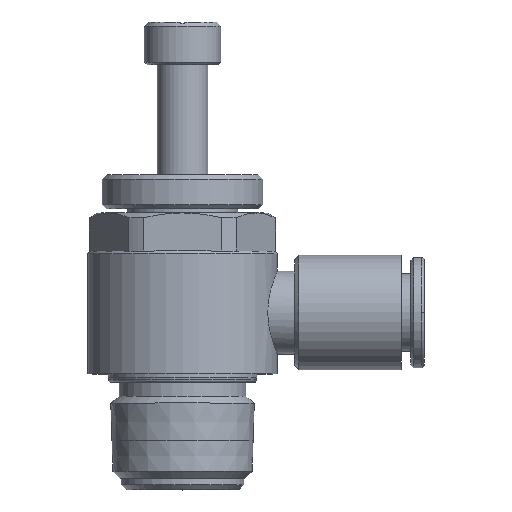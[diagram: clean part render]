
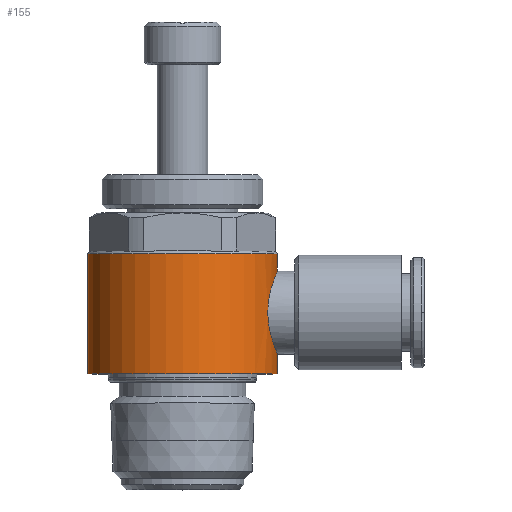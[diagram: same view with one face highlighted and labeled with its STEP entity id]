
A CAD part, top view. The second image highlights one B-rep face of the part: STEP entity #155.
In plain terms, the highlighted cylindrical face has radius 11.2 mm (diameter 22.4 mm), a partial arc.
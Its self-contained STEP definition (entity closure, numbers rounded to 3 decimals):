
#155=ADVANCED_FACE('',(#391),#392,.T.);
#391=FACE_OUTER_BOUND('',#631,.T.);
#392=CYLINDRICAL_SURFACE('',#632,11.2);
#631=EDGE_LOOP('',(#1447,#1448,#1449,#1450,#1451,#1452));
#632=AXIS2_PLACEMENT_3D('',#1453,#1454,#1455);
#1447=ORIENTED_EDGE('',*,*,#1491,.T.);
#1448=ORIENTED_EDGE('',*,*,#1579,.T.);
#1449=ORIENTED_EDGE('',*,*,#1494,.T.);
#1450=ORIENTED_EDGE('',*,*,#1729,.F.);
#1451=ORIENTED_EDGE('',*,*,#1493,.T.);
#1452=ORIENTED_EDGE('',*,*,#1730,.T.);
#1453=CARTESIAN_POINT('',(0.0,7.1,0.0));
#1454=DIRECTION('',(-0.0,1.0,0.0));
#1455=DIRECTION('',(1.0,0.0,0.0));
#1491=EDGE_CURVE('',#1752,#1753,#1754,.T.);
#1493=EDGE_CURVE('',#1735,#1755,#1757,.T.);
#1494=EDGE_CURVE('',#1758,#1732,#1759,.T.);
#1579=EDGE_CURVE('',#1753,#1758,#1914,.T.);
#1729=EDGE_CURVE('',#1735,#1732,#2132,.T.);
#1730=EDGE_CURVE('',#1755,#1752,#2133,.T.);
#1732=VERTEX_POINT('',#2135);
#1735=VERTEX_POINT('',#2139);
#1752=VERTEX_POINT('',#2157);
#1753=VERTEX_POINT('',#2158);
#1754=LINE('',#2159,#2160);
#1755=VERTEX_POINT('',#2161);
#1757=LINE('',#2163,#2164);
#1758=VERTEX_POINT('',#2165);
#1759=LINE('',#2166,#2167);
#1914=B_SPLINE_CURVE_WITH_KNOTS('',3,(#2421,#2422,#2423,#2424,#2425,#2426,#2427,#2428,#2429,#2430,#2431,#2432,#2433,#2434,#2435,#2436,#2437,#2438,#2439,#2440,#2441,#2442,#2443,#2444,#2445,#2446,#2447,#2448,#2449,#2450,#2451,#2452,#2453,#2454),.UNSPECIFIED.,.F.,.F.,(4,2,2,2,2,2,2,2,2,2,2,2,2,2,2,2,4),(7.495,8.431,9.367,10.303,11.239,12.177,13.114,14.052,14.989,15.927,16.865,17.802,18.74,19.676,20.612,21.548,22.484),.UNSPECIFIED.);
#2132=CIRCLE('',#2941,11.2);
#2133=CIRCLE('',#2942,11.2);
#2135=CARTESIAN_POINT('',(11.2,14.2,0.0));
#2139=CARTESIAN_POINT('',(-11.2,14.2,0.));
#2157=CARTESIAN_POINT('',(11.2,0.0,0.0));
#2158=CARTESIAN_POINT('',(11.2,2.35,0.));
#2159=CARTESIAN_POINT('',(11.2,7.1,0.));
#2160=VECTOR('',#2970,1.0);
#2161=CARTESIAN_POINT('',(-11.2,0.0,0.));
#2163=CARTESIAN_POINT('',(-11.2,7.1,0.));
#2164=VECTOR('',#2974,1.0);
#2165=CARTESIAN_POINT('',(11.2,12.15,0.));
#2166=CARTESIAN_POINT('',(11.2,7.1,0.));
#2167=VECTOR('',#2975,1.0);
#2421=CARTESIAN_POINT('',(11.2,2.35,0.));
#2422=CARTESIAN_POINT('',(11.2,2.35,0.312));
#2423=CARTESIAN_POINT('',(11.187,2.38,0.633));
#2424=CARTESIAN_POINT('',(11.132,2.506,1.27));
#2425=CARTESIAN_POINT('',(11.091,2.602,1.586));
#2426=CARTESIAN_POINT('',(10.988,2.854,2.188));
#2427=CARTESIAN_POINT('',(10.926,3.009,2.476));
#2428=CARTESIAN_POINT('',(10.792,3.368,3.007));
#2429=CARTESIAN_POINT('',(10.721,3.57,3.25));
#2430=CARTESIAN_POINT('',(10.581,4.001,3.68));
#2431=CARTESIAN_POINT('',(10.507,4.244,3.883));
#2432=CARTESIAN_POINT('',(10.368,4.775,4.241));
#2433=CARTESIAN_POINT('',(10.302,5.062,4.397));
#2434=CARTESIAN_POINT('',(10.191,5.664,4.648));
#2435=CARTESIAN_POINT('',(10.146,5.979,4.743));
#2436=CARTESIAN_POINT('',(10.086,6.616,4.87));
#2437=CARTESIAN_POINT('',(10.071,6.937,4.9));
#2438=CARTESIAN_POINT('',(10.071,7.563,4.9));
#2439=CARTESIAN_POINT('',(10.086,7.884,4.87));
#2440=CARTESIAN_POINT('',(10.146,8.521,4.743));
#2441=CARTESIAN_POINT('',(10.191,8.836,4.648));
#2442=CARTESIAN_POINT('',(10.302,9.438,4.397));
#2443=CARTESIAN_POINT('',(10.368,9.725,4.241));
#2444=CARTESIAN_POINT('',(10.507,10.256,3.883));
#2445=CARTESIAN_POINT('',(10.581,10.499,3.68));
#2446=CARTESIAN_POINT('',(10.721,10.93,3.25));
#2447=CARTESIAN_POINT('',(10.792,11.132,3.007));
#2448=CARTESIAN_POINT('',(10.926,11.491,2.476));
#2449=CARTESIAN_POINT('',(10.988,11.646,2.188));
#2450=CARTESIAN_POINT('',(11.091,11.898,1.586));
#2451=CARTESIAN_POINT('',(11.132,11.994,1.27));
#2452=CARTESIAN_POINT('',(11.187,12.12,0.633));
#2453=CARTESIAN_POINT('',(11.2,12.15,0.312));
#2454=CARTESIAN_POINT('',(11.2,12.15,0.));
#2941=AXIS2_PLACEMENT_3D('',#3435,#3436,#3437);
#2942=AXIS2_PLACEMENT_3D('',#3438,#3439,#3440);
#2970=DIRECTION('',(0.0,1.0,0.0));
#2974=DIRECTION('',(-0.0,-1.0,-0.0));
#2975=DIRECTION('',(0.0,1.0,0.0));
#3435=CARTESIAN_POINT('',(0.0,14.2,0.0));
#3436=DIRECTION('',(-0.0,1.0,0.0));
#3437=DIRECTION('',(1.0,0.0,0.0));
#3438=CARTESIAN_POINT('',(0.0,0.0,0.0));
#3439=DIRECTION('',(-0.0,1.0,0.0));
#3440=DIRECTION('',(1.0,0.0,0.0));
